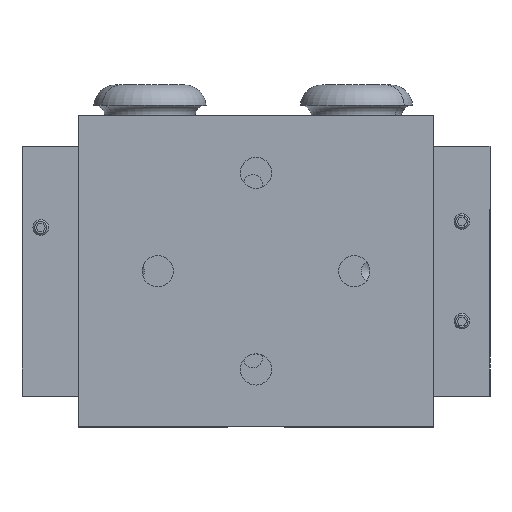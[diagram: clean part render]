
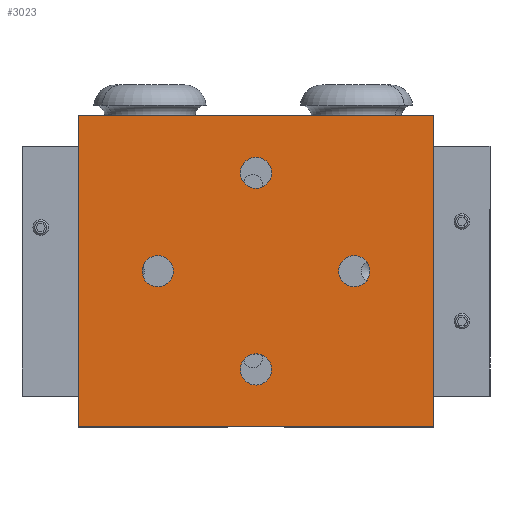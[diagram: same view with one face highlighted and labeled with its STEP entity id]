
A CAD part, top view. The second image highlights one B-rep face of the part: STEP entity #3023.
In plain terms, the highlighted face is planar.
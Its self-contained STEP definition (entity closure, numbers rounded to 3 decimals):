
#163 = VERTEX_POINT ( 'NONE', #15691 ) ;
#184 = CARTESIAN_POINT ( 'NONE',  ( 0., 0., 18.25 ) ) ;
#299 = DIRECTION ( 'NONE',  ( 1., 0., 0. ) ) ;
#1255 = CARTESIAN_POINT ( 'NONE',  ( -28.45, 0., 24.95 ) ) ;
#2188 = EDGE_CURVE ( 'NONE', #9149, #11626, #3207, .T. ) ;
#2396 = DIRECTION ( 'NONE',  ( 0., 0., -1. ) ) ;
#2674 = DIRECTION ( 'NONE',  ( 0., -1., 0. ) ) ;
#2860 = AXIS2_PLACEMENT_3D ( 'NONE', #8615, #10193, #2396 ) ;
#3014 = EDGE_LOOP ( 'NONE', ( #20824, #24608 ) ) ;
#3023 = ADVANCED_FACE ( 'NONE', ( #10047, #6799, #14796, #14539, #14677 ), #22417, .F. ) ;
#3207 = CIRCLE ( 'NONE', #12701, 2.5 ) ;
#3288 = CIRCLE ( 'NONE', #2860, 2.5 ) ;
#3432 = DIRECTION ( 'NONE',  ( 0., -1., 0. ) ) ;
#3656 = AXIS2_PLACEMENT_3D ( 'NONE', #22542, #8729, #24714 ) ;
#3806 = AXIS2_PLACEMENT_3D ( 'NONE', #20877, #3432, #7439 ) ;
#3902 = CARTESIAN_POINT ( 'NONE',  ( 15.75, 0., 2.5 ) ) ;
#3968 = CIRCLE ( 'NONE', #22089, 2.5 ) ;
#4105 = VERTEX_POINT ( 'NONE', #5205 ) ;
#4228 = VERTEX_POINT ( 'NONE', #3902 ) ;
#4422 = DIRECTION ( 'NONE',  ( 0., -1., 0. ) ) ;
#4579 = DIRECTION ( 'NONE',  ( 0., -1., 0. ) ) ;
#4627 = CIRCLE ( 'NONE', #17418, 2.5 ) ;
#4654 = EDGE_CURVE ( 'NONE', #4105, #21521, #22055, .T. ) ;
#4849 = EDGE_CURVE ( 'NONE', #11987, #163, #5390, .T. ) ;
#5205 = CARTESIAN_POINT ( 'NONE',  ( 0., 0., -13.25 ) ) ;
#5323 = CARTESIAN_POINT ( 'NONE',  ( 28.45, 0., -24.95 ) ) ;
#5390 = LINE ( 'NONE', #1255, #8060 ) ;
#5471 = VECTOR ( 'NONE', #8948, 1000. ) ;
#6195 = CARTESIAN_POINT ( 'NONE',  ( 0., 0., -15.75 ) ) ;
#6240 = CARTESIAN_POINT ( 'NONE',  ( 28.45, 0., -24.95 ) ) ;
#6261 = EDGE_CURVE ( 'NONE', #4228, #7820, #4627, .T. ) ;
#6473 = LINE ( 'NONE', #22215, #19933 ) ;
#6546 = EDGE_CURVE ( 'NONE', #17109, #11987, #10764, .T. ) ;
#6799 = FACE_BOUND ( 'NONE', #3014, .T. ) ;
#6831 = DIRECTION ( 'NONE',  ( 0., 0., 1. ) ) ;
#6927 = DIRECTION ( 'NONE',  ( 0., -1., 0. ) ) ;
#7439 = DIRECTION ( 'NONE',  ( 0., 0., 1. ) ) ;
#7479 = VECTOR ( 'NONE', #299, 1000. ) ;
#7545 = DIRECTION ( 'NONE',  ( -1., 0., 0. ) ) ;
#7820 = VERTEX_POINT ( 'NONE', #23371 ) ;
#8060 = VECTOR ( 'NONE', #6831, 1000. ) ;
#8070 = CARTESIAN_POINT ( 'NONE',  ( -28.45, 0., -24.95 ) ) ;
#8231 = EDGE_LOOP ( 'NONE', ( #21281, #10261 ) ) ;
#8615 = CARTESIAN_POINT ( 'NONE',  ( 0., 0., 15.75 ) ) ;
#8704 = EDGE_CURVE ( 'NONE', #21521, #4105, #21538, .T. ) ;
#8729 = DIRECTION ( 'NONE',  ( 0., 1., 0. ) ) ;
#8948 = DIRECTION ( 'NONE',  ( -1., 0., 0. ) ) ;
#9106 = EDGE_CURVE ( 'NONE', #11934, #22877, #10788, .T. ) ;
#9149 = VERTEX_POINT ( 'NONE', #22791 ) ;
#9266 = ORIENTED_EDGE ( 'NONE', *, *, #9106, .F. ) ;
#9482 = DIRECTION ( 'NONE',  ( 0., -1., 0. ) ) ;
#10047 = FACE_BOUND ( 'NONE', #15369, .T. ) ;
#10172 = CARTESIAN_POINT ( 'NONE',  ( -15.75, 0., 2.5 ) ) ;
#10193 = DIRECTION ( 'NONE',  ( 0., -1., 0. ) ) ;
#10261 = ORIENTED_EDGE ( 'NONE', *, *, #6261, .F. ) ;
#10764 = LINE ( 'NONE', #5323, #5471 ) ;
#10788 = CIRCLE ( 'NONE', #12853, 2.5 ) ;
#11190 = DIRECTION ( 'NONE',  ( 0., -1., 0. ) ) ;
#11626 = VERTEX_POINT ( 'NONE', #10172 ) ;
#11934 = VERTEX_POINT ( 'NONE', #184 ) ;
#11987 = VERTEX_POINT ( 'NONE', #8070 ) ;
#12355 = EDGE_CURVE ( 'NONE', #20491, #17109, #6473, .T. ) ;
#12650 = DIRECTION ( 'NONE',  ( 0., 0., 1. ) ) ;
#12701 = AXIS2_PLACEMENT_3D ( 'NONE', #18406, #4579, #24199 ) ;
#12853 = AXIS2_PLACEMENT_3D ( 'NONE', #24843, #6927, #18806 ) ;
#12856 = CARTESIAN_POINT ( 'NONE',  ( 0., 0., 13.25 ) ) ;
#12873 = ORIENTED_EDGE ( 'NONE', *, *, #17050, .F. ) ;
#13013 = CARTESIAN_POINT ( 'NONE',  ( 15.75, 0., 0. ) ) ;
#13615 = CARTESIAN_POINT ( 'NONE',  ( 15.75, 0., 0. ) ) ;
#14105 = CARTESIAN_POINT ( 'NONE',  ( -15.75, 0., 0. ) ) ;
#14539 = FACE_BOUND ( 'NONE', #16116, .T. ) ;
#14565 = EDGE_CURVE ( 'NONE', #11626, #9149, #3968, .T. ) ;
#14647 = AXIS2_PLACEMENT_3D ( 'NONE', #6195, #2674, #12650 ) ;
#14677 = FACE_OUTER_BOUND ( 'NONE', #20224, .T. ) ;
#14796 = FACE_BOUND ( 'NONE', #8231, .T. ) ;
#15152 = EDGE_CURVE ( 'NONE', #7820, #4228, #21277, .T. ) ;
#15213 = ORIENTED_EDGE ( 'NONE', *, *, #4849, .F. ) ;
#15369 = EDGE_LOOP ( 'NONE', ( #20694, #15997 ) ) ;
#15691 = CARTESIAN_POINT ( 'NONE',  ( -28.45, 0., 24.95 ) ) ;
#15997 = ORIENTED_EDGE ( 'NONE', *, *, #14565, .F. ) ;
#16116 = EDGE_LOOP ( 'NONE', ( #17087, #9266 ) ) ;
#16150 = DIRECTION ( 'NONE',  ( 0., 0., -1. ) ) ;
#16294 = DIRECTION ( 'NONE',  ( 1., 0., 0. ) ) ;
#16693 = AXIS2_PLACEMENT_3D ( 'NONE', #13013, #11190, #21122 ) ;
#17050 = EDGE_CURVE ( 'NONE', #163, #20491, #18376, .T. ) ;
#17087 = ORIENTED_EDGE ( 'NONE', *, *, #22255, .F. ) ;
#17109 = VERTEX_POINT ( 'NONE', #6240 ) ;
#17418 = AXIS2_PLACEMENT_3D ( 'NONE', #13615, #9482, #7545 ) ;
#18235 = CARTESIAN_POINT ( 'NONE',  ( 28.45, 0., 24.95 ) ) ;
#18376 = LINE ( 'NONE', #18235, #7479 ) ;
#18406 = CARTESIAN_POINT ( 'NONE',  ( -15.75, 0., 0. ) ) ;
#18806 = DIRECTION ( 'NONE',  ( 0., 0., -1. ) ) ;
#19855 = ORIENTED_EDGE ( 'NONE', *, *, #6546, .F. ) ;
#19933 = VECTOR ( 'NONE', #16150, 1000. ) ;
#20060 = CARTESIAN_POINT ( 'NONE',  ( 0., 0., -18.25 ) ) ;
#20224 = EDGE_LOOP ( 'NONE', ( #15213, #19855, #23823, #12873 ) ) ;
#20491 = VERTEX_POINT ( 'NONE', #24668 ) ;
#20694 = ORIENTED_EDGE ( 'NONE', *, *, #2188, .F. ) ;
#20824 = ORIENTED_EDGE ( 'NONE', *, *, #8704, .F. ) ;
#20877 = CARTESIAN_POINT ( 'NONE',  ( 0., 0., -15.75 ) ) ;
#21122 = DIRECTION ( 'NONE',  ( -1., 0., 0. ) ) ;
#21277 = CIRCLE ( 'NONE', #16693, 2.5 ) ;
#21281 = ORIENTED_EDGE ( 'NONE', *, *, #15152, .F. ) ;
#21521 = VERTEX_POINT ( 'NONE', #20060 ) ;
#21538 = CIRCLE ( 'NONE', #3806, 2.5 ) ;
#22055 = CIRCLE ( 'NONE', #14647, 2.5 ) ;
#22089 = AXIS2_PLACEMENT_3D ( 'NONE', #14105, #4422, #16294 ) ;
#22215 = CARTESIAN_POINT ( 'NONE',  ( 28.45, 0., 24.95 ) ) ;
#22255 = EDGE_CURVE ( 'NONE', #22877, #11934, #3288, .T. ) ;
#22417 = PLANE ( 'NONE',  #3656 ) ;
#22542 = CARTESIAN_POINT ( 'NONE',  ( 0., 0., 0. ) ) ;
#22791 = CARTESIAN_POINT ( 'NONE',  ( -15.75, 0., -2.5 ) ) ;
#22877 = VERTEX_POINT ( 'NONE', #12856 ) ;
#23371 = CARTESIAN_POINT ( 'NONE',  ( 15.75, 0., -2.5 ) ) ;
#23823 = ORIENTED_EDGE ( 'NONE', *, *, #12355, .F. ) ;
#24199 = DIRECTION ( 'NONE',  ( 1., 0., 0. ) ) ;
#24608 = ORIENTED_EDGE ( 'NONE', *, *, #4654, .F. ) ;
#24668 = CARTESIAN_POINT ( 'NONE',  ( 28.45, 0., 24.95 ) ) ;
#24714 = DIRECTION ( 'NONE',  ( 0., 0., 1. ) ) ;
#24843 = CARTESIAN_POINT ( 'NONE',  ( 0., 0., 15.75 ) ) ;
